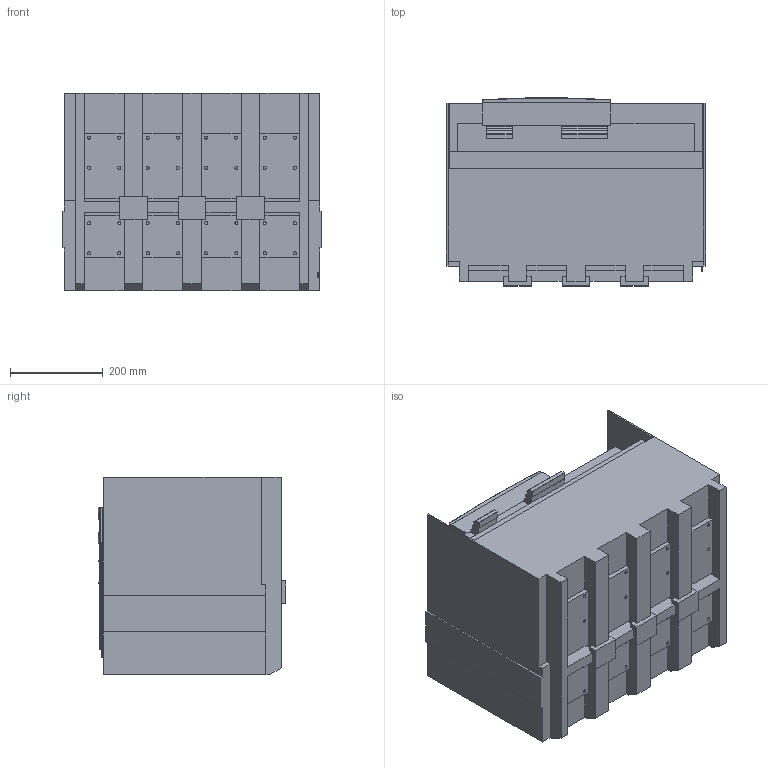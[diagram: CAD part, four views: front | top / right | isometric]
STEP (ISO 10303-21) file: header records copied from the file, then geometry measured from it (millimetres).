
FILE_DESCRIPTION(('CATIA V5 STEP Exchange'),'2;1');
FILE_NAME('1SDH001336R0211_E4.2_IV_W_AllCATPart.stp','2014-09-18T15:54:06+00:00',('none'),('none'),'CATIA Version 5 Release 20 SP 6 (IN-10)','CATIA V5 STEP AP214','none');
FILE_SCHEMA(('AUTOMOTIVE_DESIGN { 1 0 10303 214 1 1 1 1 }'));
Length unit declared in the file: millimetre
Products named in the file (1): E4.2_IV_W_AllCATPart
Bounding box: 559 x 404.57 x 425 mm (x, y, z)
Volume: 64212623.5 mm3; surface area: 2822810.4 mm2
Topology: 5 solids, 21 shells, 1190 faces, 3243 edges, 1909 vertices
Faces by surface type: plane 456, cylinder 332, cone 292, bspline 46, torus 43, extrusion 18, revolution 3
Entity records: 42570 total; most frequent: CARTESIAN_POINT 12935, ORIENTED_EDGE 5902, DIRECTION 3703, EDGE_CURVE 2951, VERTEX_POINT 1909, VECTOR 1577, LINE 1559, AXIS2_PLACEMENT_3D 1491
